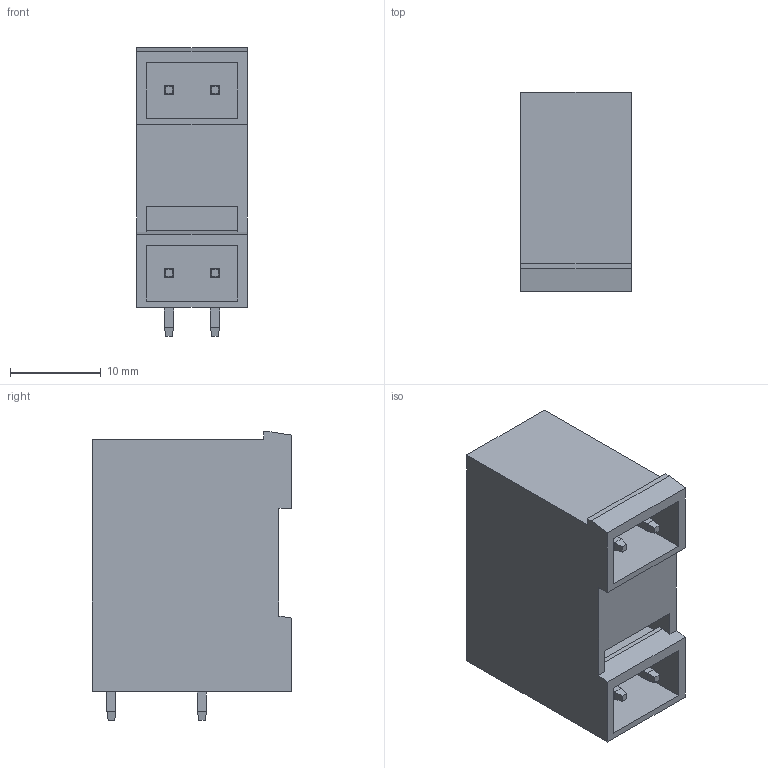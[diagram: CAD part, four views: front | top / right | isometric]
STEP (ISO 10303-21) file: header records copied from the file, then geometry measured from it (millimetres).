
FILE_DESCRIPTION(('CATIA V5 STEP Exchange','CAx-IF Rec.Pracs.--- Model Styling and Organization---1.2---2011-12-15'),'2;1');
FILE_NAME ('D1453099_0_1601790000_1601790000.stp','2018-11-03T04:27:39+00:00',('none'),('Weidmueller'),'CATIA Version 5-6 Release 2014','CATIA V5 STEP AP214','none');
FILE_SCHEMA(('AUTOMOTIVE_DESIGN { 1 0 10303 214 1 1 1 1 }'));
Length unit declared in the file: millimetre
Products named in the file (1): 1601790000
Bounding box: 12.16 x 22 x 31.88 mm (x, y, z)
Volume: 4133.4 mm3; surface area: 4838.3 mm2
Topology: 5 solids, 5 shells, 122 faces, 298 edges, 188 vertices
Faces by surface type: plane 122
Entity records: 3250 total; most frequent: CARTESIAN_POINT 596, ORIENTED_EDGE 596, DIRECTION 420, EDGE_CURVE 298, VECTOR 266, LINE 266, VERTEX_POINT 188, EDGE_LOOP 132
